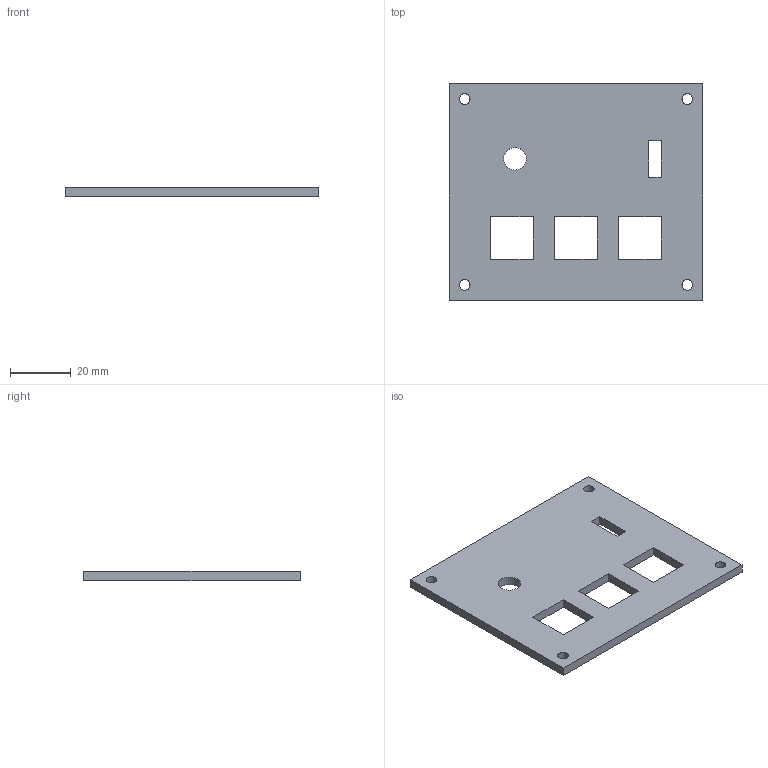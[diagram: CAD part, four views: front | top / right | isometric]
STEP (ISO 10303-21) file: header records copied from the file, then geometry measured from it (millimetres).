
FILE_DESCRIPTION(/* description */ (''),/* implementation_level */ '2;1');
FILE_NAME(/* name */ 'Barsapad_Plate.step',/* time_stamp */ '2026-02-15T11:50:48-05:00',/* author */ (''),/* organization */ (''),/* preprocessor_version */ 'ST-DEVELOPER v20.1',/* originating_system */ 'Autodesk Translation Framework v14.24.0.0',/* authorisation */ '');
FILE_SCHEMA (('AUTOMOTIVE_DESIGN { 1 0 10303 214 3 1 1 }'));
Length unit declared in the file: millimetre
Products named in the file (1): 2026-02-14-18-42-47-004
Bounding box: 83 x 71 x 3 mm (x, y, z)
Volume: 15513.9 mm3; surface area: 12070.1 mm2
Topology: 1 solids, 1 shells, 27 faces, 75 edges, 50 vertices
Faces by surface type: plane 22, cylinder 5
Full cylindrical faces by diameter (mm): 3.5 x4, 7.4 x1
Entity records: 928 total; most frequent: CARTESIAN_POINT 153, ORIENTED_EDGE 150, DIRECTION 141, EDGE_CURVE 75, LINE 65, VECTOR 65, VERTEX_POINT 50, EDGE_LOOP 45
